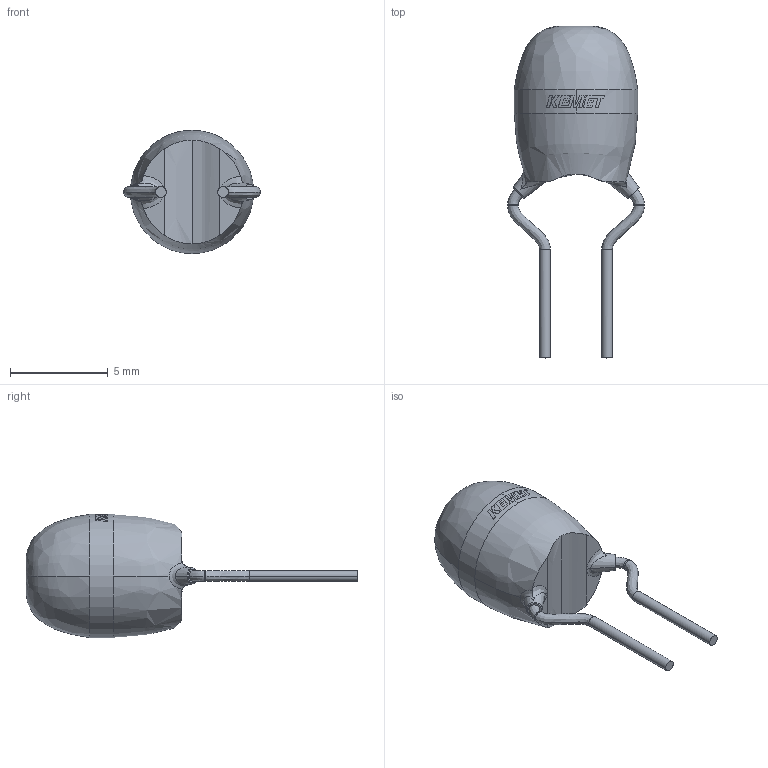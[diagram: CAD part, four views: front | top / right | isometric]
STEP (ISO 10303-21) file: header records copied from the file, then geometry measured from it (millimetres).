
FILE_DESCRIPTION (( 'STEP AP214' ), '1' );
FILE_NAME ('CTR_T355_D6.3W6.99H11.4S3.18LL5.56F0.55.STEP', '2023-12-20T15:36:56', ( '' ), ( '' ), 'SwSTEP 2.0', 'SolidWorks 2021', '' );
FILE_SCHEMA (( 'AUTOMOTIVE_DESIGN' ));
Length unit declared in the file: millimetre
Products named in the file (1): CTR_T355_D6.3W6.99H11.4S3.18LL5.56F0.55
Bounding box: 6.99 x 16.96 x 6.3 mm (x, y, z)
Volume: 207.4 mm3; surface area: 213.4 mm2
Topology: 1 solids, 1 shells, 100 faces, 265 edges, 171 vertices
Faces by surface type: bspline 58, plane 30, cylinder 6, cone 4, torus 2
Entity records: 5565 total; most frequent: CARTESIAN_POINT 2426, ORIENTED_EDGE 530, EDGE_CURVE 265, DIRECTION 260, VERTEX_POINT 171, B_SPLINE_CURVE_WITH_KNOTS 157, AXIS2_PLACEMENT_3D 121, EDGE_LOOP 104
